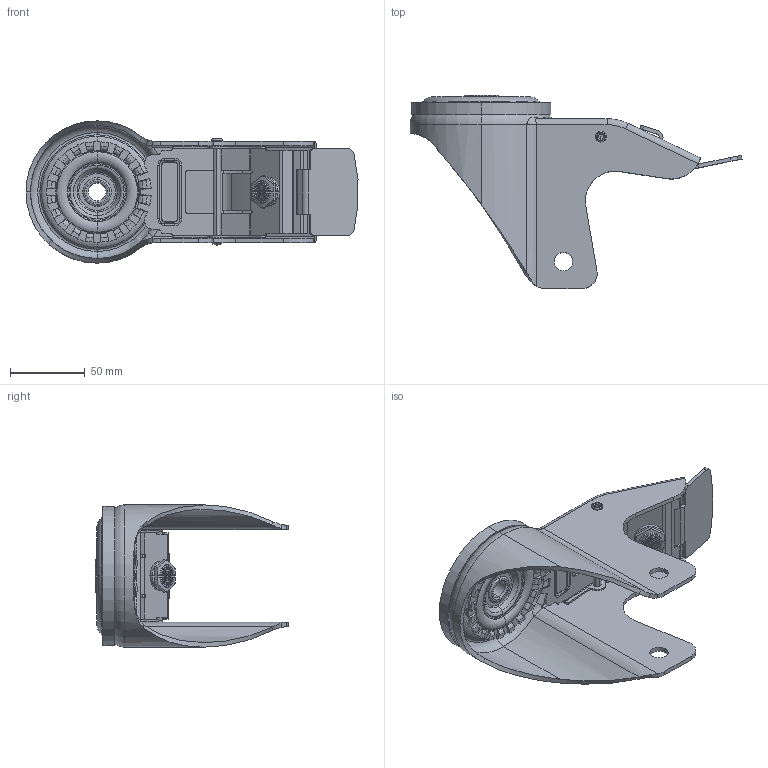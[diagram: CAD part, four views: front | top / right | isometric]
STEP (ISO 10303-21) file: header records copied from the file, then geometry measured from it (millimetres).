
FILE_DESCRIPTION (( 'STEP AP214' ), '1' );
FILE_NAME ('0055273.step', '2023-08-01T08:17:07', ( '' ), ( '' ), 'SwSTEP 2.0', 'SolidWorks 2020', '' );
FILE_SCHEMA (( 'AUTOMOTIVE_DESIGN' ));
Length unit declared in the file: millimetre
Products named in the file (1): 0055273
Bounding box: 221.77 x 129 x 95 mm (x, y, z)
Surface area: 102012.8 mm2 (no closed solid volume)
Topology: 0 solids, 8 shells, 494 faces, 1503 edges, 999 vertices
Faces by surface type: plane 168, cylinder 136, torus 95, cone 49, bspline 32, sphere 14
Entity records: 26637 total; most frequent: CARTESIAN_POINT 7957, DIRECTION 2919, ORIENTED_EDGE 2527, EDGE_CURVE 1503, AXIS2_PLACEMENT_3D 1168, VERTEX_POINT 999, CIRCLE 705, VECTOR 583
